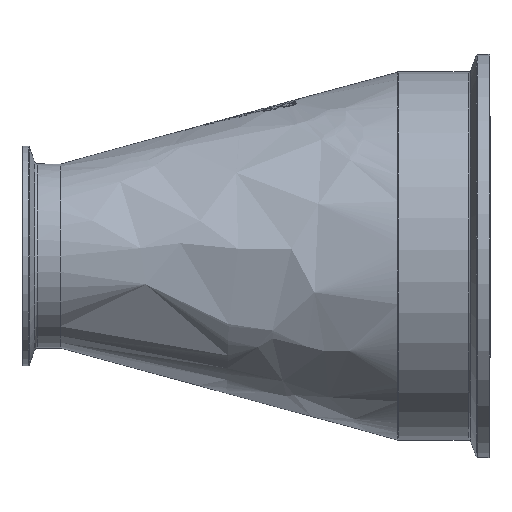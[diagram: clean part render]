
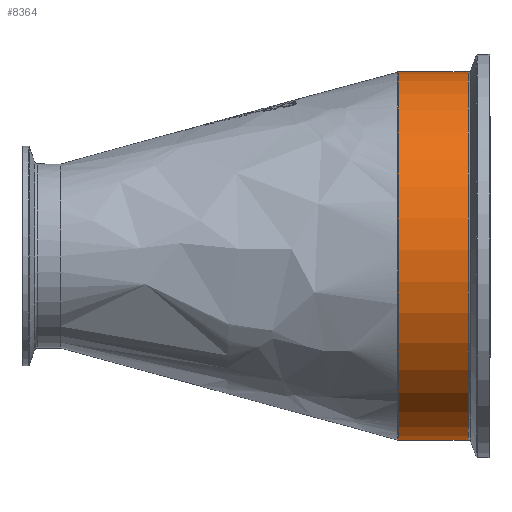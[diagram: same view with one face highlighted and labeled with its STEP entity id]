
A CAD part, front view. The second image highlights one B-rep face of the part: STEP entity #8364.
In plain terms, the highlighted cylindrical face has radius 76.2 mm (diameter 152.4 mm), a full revolution.
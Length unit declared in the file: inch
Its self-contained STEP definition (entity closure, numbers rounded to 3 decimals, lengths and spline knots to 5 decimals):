
#39=CYLINDRICAL_SURFACE('',#8708,3.);
#525=FACE_BOUND('',#2497,.T.);
#1517=CIRCLE('',#8706,3.);
#1519=CIRCLE('',#8709,3.);
#1979=FACE_OUTER_BOUND('',#2496,.T.);
#2496=EDGE_LOOP('',(#7761));
#2497=EDGE_LOOP('',(#7762));
#4025=VERTEX_POINT('',#19002);
#4027=VERTEX_POINT('',#19007);
#5279=EDGE_CURVE('',#4025,#4025,#1517,.T.);
#5281=EDGE_CURVE('',#4027,#4027,#1519,.T.);
#7761=ORIENTED_EDGE('',*,*,#5281,.F.);
#7762=ORIENTED_EDGE('',*,*,#5279,.F.);
#8364=ADVANCED_FACE('',(#1979,#525),#39,.T.);
#8706=AXIS2_PLACEMENT_3D('',#19003,#9784,#9785);
#8708=AXIS2_PLACEMENT_3D('',#19006,#9788,#9789);
#8709=AXIS2_PLACEMENT_3D('',#19008,#9790,#9791);
#9784=DIRECTION('center_axis',(-1.,0.,0.));
#9785=DIRECTION('ref_axis',(0.,0.206,0.978));
#9788=DIRECTION('center_axis',(-1.,0.,0.));
#9789=DIRECTION('ref_axis',(0.,-0.206,-0.978));
#9790=DIRECTION('center_axis',(1.,0.,0.));
#9791=DIRECTION('ref_axis',(0.,0.206,0.978));
#19002=CARTESIAN_POINT('',(5.505,0.88082,-2.93541));
#19003=CARTESIAN_POINT('Origin',(5.505,1.5,0.));
#19006=CARTESIAN_POINT('Origin',(6.08813,1.5,0.));
#19007=CARTESIAN_POINT('',(6.64476,0.88082,-2.93541));
#19008=CARTESIAN_POINT('Origin',(6.64476,1.5,0.));
